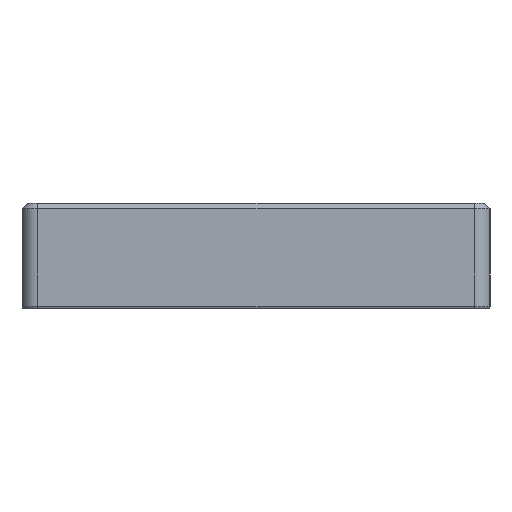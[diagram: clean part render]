
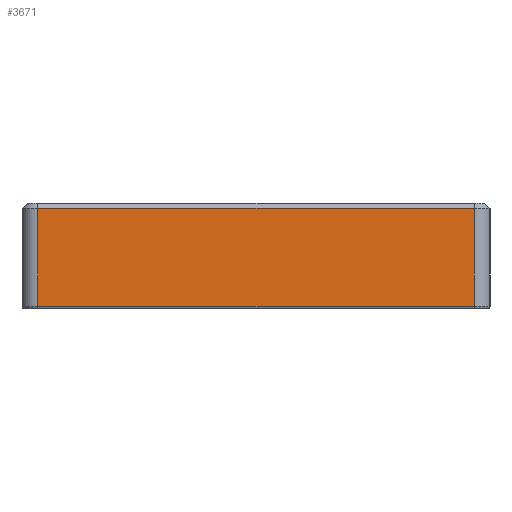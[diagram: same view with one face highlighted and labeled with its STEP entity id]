
A CAD part, left-side view. The second image highlights one B-rep face of the part: STEP entity #3671.
In plain terms, the highlighted planar face has unit normal (-1, 0, 0).
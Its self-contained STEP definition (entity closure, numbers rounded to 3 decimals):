
#326=PLANE('',#3958);
#438=FACE_OUTER_BOUND('',#660,.T.);
#660=EDGE_LOOP('',(#2665,#2666,#2667,#2668));
#855=LINE('',#4864,#1150);
#918=LINE('',#5067,#1213);
#926=LINE('',#5096,#1221);
#927=LINE('',#5098,#1222);
#1150=VECTOR('',#4129,10.);
#1213=VECTOR('',#4334,10.);
#1221=VECTOR('',#4362,10.);
#1222=VECTOR('',#4365,10.);
#1544=VERTEX_POINT('',#4854);
#1546=VERTEX_POINT('',#4860);
#1616=VERTEX_POINT('',#5065);
#1627=VERTEX_POINT('',#5094);
#1915=EDGE_CURVE('',#1544,#1546,#855,.T.);
#2015=EDGE_CURVE('',#1616,#1544,#918,.T.);
#2029=EDGE_CURVE('',#1546,#1627,#926,.T.);
#2030=EDGE_CURVE('',#1627,#1616,#927,.T.);
#2665=ORIENTED_EDGE('',*,*,#2030,.F.);
#2666=ORIENTED_EDGE('',*,*,#2029,.F.);
#2667=ORIENTED_EDGE('',*,*,#1915,.F.);
#2668=ORIENTED_EDGE('',*,*,#2015,.F.);
#3671=ADVANCED_FACE('',(#438),#326,.T.);
#3958=AXIS2_PLACEMENT_3D('',#5097,#4363,#4364);
#4129=DIRECTION('',(0.,1.,0.));
#4334=DIRECTION('',(0.,0.,-1.));
#4362=DIRECTION('',(0.,0.,1.));
#4363=DIRECTION('center_axis',(-1.,0.,0.));
#4364=DIRECTION('ref_axis',(0.,-1.,0.));
#4365=DIRECTION('',(0.,-1.,0.));
#4854=CARTESIAN_POINT('',(48.,-128.48,-10.4));
#4860=CARTESIAN_POINT('',(48.,-46.13,-10.4));
#4864=CARTESIAN_POINT('',(48.,-65.218,-10.4));
#5065=CARTESIAN_POINT('',(48.,-128.48,8.1));
#5067=CARTESIAN_POINT('',(48.,-128.48,1.6));
#5094=CARTESIAN_POINT('',(48.,-46.13,8.1));
#5096=CARTESIAN_POINT('',(48.,-46.13,1.6));
#5097=CARTESIAN_POINT('Origin',(48.,-43.13,1.6));
#5098=CARTESIAN_POINT('',(48.,-65.218,8.1));
